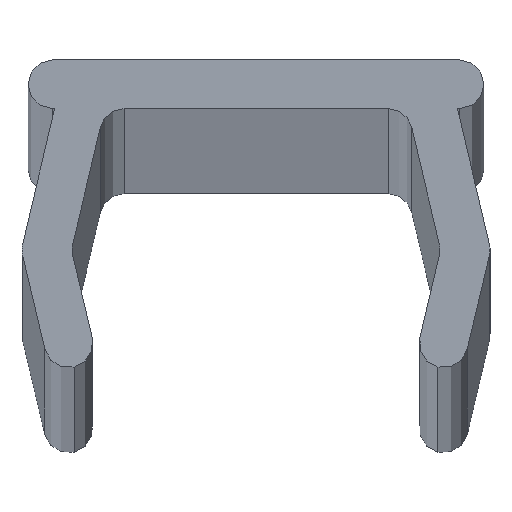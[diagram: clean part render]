
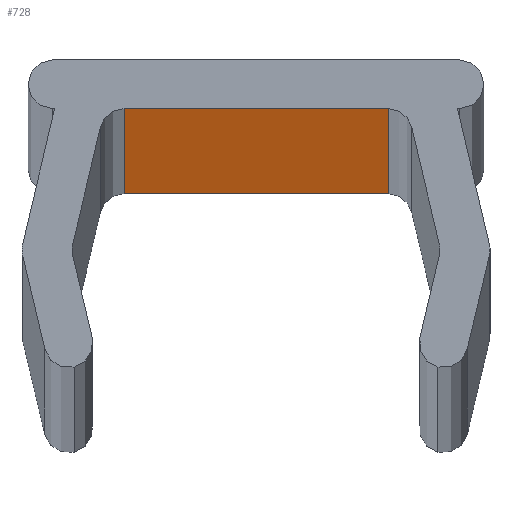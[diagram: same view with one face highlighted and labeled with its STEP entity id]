
A CAD part, top view. The second image highlights one B-rep face of the part: STEP entity #728.
In plain terms, the highlighted planar face has unit normal (0, -1, 0).
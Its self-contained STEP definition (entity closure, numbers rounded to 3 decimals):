
#6 = CARTESIAN_POINT ( 'NONE',  ( -1.503, 5.55, 0. ) ) ;
#7 = EDGE_CURVE ( 'NONE', #54, #822, #409, .T. ) ;
#34 = DIRECTION ( 'NONE',  ( 0., 1., 0. ) ) ;
#37 = EDGE_CURVE ( 'NONE', #411, #822, #140, .T. ) ;
#54 = VERTEX_POINT ( 'NONE', #651 ) ;
#75 = DIRECTION ( 'NONE',  ( 0., 0., 1. ) ) ;
#82 = VECTOR ( 'NONE', #634, 1000. ) ;
#86 = EDGE_CURVE ( 'NONE', #843, #54, #175, .T. ) ;
#140 = LINE ( 'NONE', #971, #991 ) ;
#175 = LINE ( 'NONE', #6, #82 ) ;
#182 = FACE_OUTER_BOUND ( 'NONE', #937, .T. ) ;
#224 = CARTESIAN_POINT ( 'NONE',  ( 5.88, 5.55, 1000. ) ) ;
#259 = DIRECTION ( 'NONE',  ( 1., 0., 0. ) ) ;
#298 = CARTESIAN_POINT ( 'NONE',  ( 0.464, 5.55, 1000. ) ) ;
#311 = CARTESIAN_POINT ( 'NONE',  ( 5.88, 5.55, 1000. ) ) ;
#337 = DIRECTION ( 'NONE',  ( 0., 0., -1. ) ) ;
#354 = DIRECTION ( 'NONE',  ( -1., 0., 0. ) ) ;
#403 = CARTESIAN_POINT ( 'NONE',  ( 0.464, 5.55, 1000. ) ) ;
#409 = LINE ( 'NONE', #311, #832 ) ;
#411 = VERTEX_POINT ( 'NONE', #298 ) ;
#425 = ORIENTED_EDGE ( 'NONE', *, *, #37, .F. ) ;
#436 = VECTOR ( 'NONE', #337, 1000. ) ;
#527 = CARTESIAN_POINT ( 'NONE',  ( 0.464, 5.55, 0. ) ) ;
#550 = ORIENTED_EDGE ( 'NONE', *, *, #616, .T. ) ;
#589 = CARTESIAN_POINT ( 'NONE',  ( -1.503, 5.55, 1000. ) ) ;
#616 = EDGE_CURVE ( 'NONE', #411, #843, #809, .T. ) ;
#634 = DIRECTION ( 'NONE',  ( 1., 0., 0. ) ) ;
#650 = ORIENTED_EDGE ( 'NONE', *, *, #86, .T. ) ;
#651 = CARTESIAN_POINT ( 'NONE',  ( 5.88, 5.55, 0. ) ) ;
#728 = ADVANCED_FACE ( 'NONE', ( #182 ), #979, .F. ) ;
#809 = LINE ( 'NONE', #403, #436 ) ;
#822 = VERTEX_POINT ( 'NONE', #224 ) ;
#832 = VECTOR ( 'NONE', #75, 1000. ) ;
#843 = VERTEX_POINT ( 'NONE', #527 ) ;
#885 = AXIS2_PLACEMENT_3D ( 'NONE', #589, #34, #354 ) ;
#937 = EDGE_LOOP ( 'NONE', ( #650, #989, #425, #550 ) ) ;
#971 = CARTESIAN_POINT ( 'NONE',  ( -1.503, 5.55, 1000. ) ) ;
#979 = PLANE ( 'NONE',  #885 ) ;
#989 = ORIENTED_EDGE ( 'NONE', *, *, #7, .T. ) ;
#991 = VECTOR ( 'NONE', #259, 1000. ) ;
